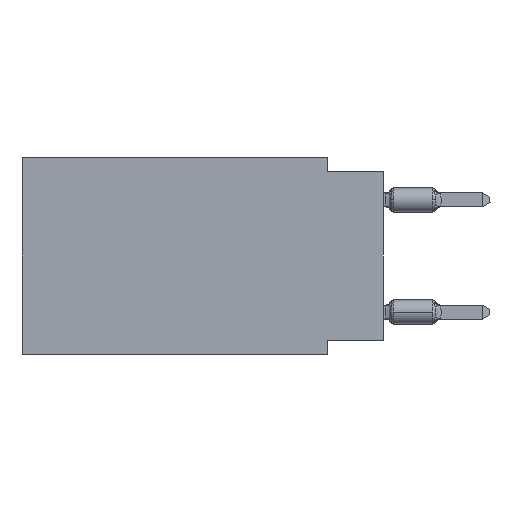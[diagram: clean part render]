
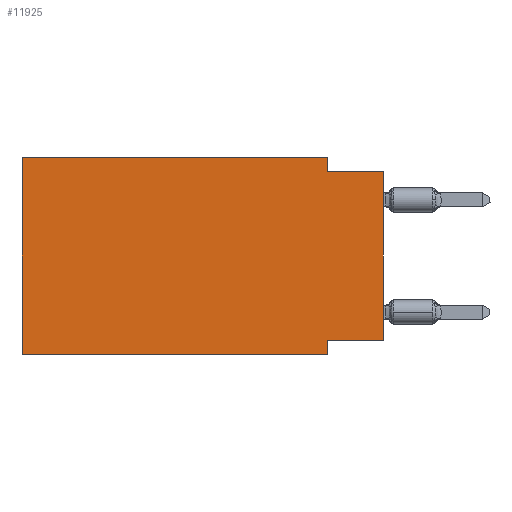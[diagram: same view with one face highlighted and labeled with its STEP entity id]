
A CAD part, left-side view. The second image highlights one B-rep face of the part: STEP entity #11925.
In plain terms, the highlighted planar face has unit normal (-1, 0, 0).
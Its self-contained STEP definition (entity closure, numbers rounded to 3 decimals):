
#400 = CARTESIAN_POINT ( 'NONE',  ( 0., 16.383, 0. ) ) ;
#640 = EDGE_CURVE ( 'NONE', #26022, #23472, #29797, .T. ) ;
#980 = LINE ( 'NONE', #10593, #17826 ) ;
#1530 = CARTESIAN_POINT ( 'NONE',  ( 0., 16.383, 0. ) ) ;
#1926 = VECTOR ( 'NONE', #42251, 1000. ) ;
#2801 = CARTESIAN_POINT ( 'NONE',  ( 0., 2.54, 0. ) ) ;
#2999 = LINE ( 'NONE', #15393, #17445 ) ;
#3629 = EDGE_CURVE ( 'NONE', #8284, #21871, #16406, .T. ) ;
#4201 = EDGE_CURVE ( 'NONE', #36101, #8284, #19991, .T. ) ;
#4965 = ORIENTED_EDGE ( 'NONE', *, *, #15383, .T. ) ;
#6029 = AXIS2_PLACEMENT_3D ( 'NONE', #1530, #40747, #24446 ) ;
#6204 = VECTOR ( 'NONE', #23736, 1000. ) ;
#6433 = DIRECTION ( 'NONE',  ( 0., -1., 0. ) ) ;
#6518 = EDGE_CURVE ( 'NONE', #20181, #9027, #11471, .T. ) ;
#6923 = ORIENTED_EDGE ( 'NONE', *, *, #40491, .T. ) ;
#6924 = DIRECTION ( 'NONE',  ( 0., 1., 0. ) ) ;
#7027 = CARTESIAN_POINT ( 'NONE',  ( 0., 2.54, -0.635 ) ) ;
#7256 = VECTOR ( 'NONE', #6924, 1000. ) ;
#7553 = CARTESIAN_POINT ( 'NONE',  ( 0., 0., -8.255 ) ) ;
#8284 = VERTEX_POINT ( 'NONE', #10845 ) ;
#8410 = ORIENTED_EDGE ( 'NONE', *, *, #640, .F. ) ;
#8468 = DIRECTION ( 'NONE',  ( 0., -1., 0. ) ) ;
#8995 = LINE ( 'NONE', #2801, #1926 ) ;
#9027 = VERTEX_POINT ( 'NONE', #10955 ) ;
#9257 = EDGE_CURVE ( 'NONE', #41284, #20181, #16869, .T. ) ;
#9645 = ORIENTED_EDGE ( 'NONE', *, *, #24397, .F. ) ;
#10593 = CARTESIAN_POINT ( 'NONE',  ( 0., 16.383, -8.89 ) ) ;
#10845 = CARTESIAN_POINT ( 'NONE',  ( 0., 2.54, -8.255 ) ) ;
#10955 = CARTESIAN_POINT ( 'NONE',  ( 0., 2.54, 0. ) ) ;
#11139 = FACE_OUTER_BOUND ( 'NONE', #33255, .T. ) ;
#11471 = LINE ( 'NONE', #37657, #21161 ) ;
#11925 = ADVANCED_FACE ( 'NONE', ( #11139 ), #28105, .F. ) ;
#15383 = EDGE_CURVE ( 'NONE', #36101, #23472, #2999, .T. ) ;
#15393 = CARTESIAN_POINT ( 'NONE',  ( 0., 0., 0. ) ) ;
#16406 = LINE ( 'NONE', #26275, #34734 ) ;
#16869 = LINE ( 'NONE', #400, #6204 ) ;
#17445 = VECTOR ( 'NONE', #38805, 1000. ) ;
#17826 = VECTOR ( 'NONE', #27553, 1000. ) ;
#18872 = CARTESIAN_POINT ( 'NONE',  ( 0., 2.54, -8.89 ) ) ;
#19991 = LINE ( 'NONE', #7553, #7256 ) ;
#20181 = VERTEX_POINT ( 'NONE', #23752 ) ;
#21161 = VECTOR ( 'NONE', #8468, 1000. ) ;
#21360 = CARTESIAN_POINT ( 'NONE',  ( 0., 0., -8.255 ) ) ;
#21871 = VERTEX_POINT ( 'NONE', #18872 ) ;
#22481 = ORIENTED_EDGE ( 'NONE', *, *, #6518, .F. ) ;
#23472 = VERTEX_POINT ( 'NONE', #40849 ) ;
#23736 = DIRECTION ( 'NONE',  ( 0., 0., 1. ) ) ;
#23752 = CARTESIAN_POINT ( 'NONE',  ( 0., 16.383, 0. ) ) ;
#24397 = EDGE_CURVE ( 'NONE', #9027, #26022, #8995, .T. ) ;
#24446 = DIRECTION ( 'NONE',  ( 0., 0., -1. ) ) ;
#26022 = VERTEX_POINT ( 'NONE', #7027 ) ;
#26170 = CARTESIAN_POINT ( 'NONE',  ( 0., 0., -0.635 ) ) ;
#26275 = CARTESIAN_POINT ( 'NONE',  ( 0., 2.54, -8.89 ) ) ;
#27336 = ORIENTED_EDGE ( 'NONE', *, *, #3629, .F. ) ;
#27553 = DIRECTION ( 'NONE',  ( 0., -1., 0. ) ) ;
#28105 = PLANE ( 'NONE',  #6029 ) ;
#29797 = LINE ( 'NONE', #26170, #38273 ) ;
#33255 = EDGE_LOOP ( 'NONE', ( #4965, #8410, #9645, #22481, #39936, #6923, #27336, #35819 ) ) ;
#34734 = VECTOR ( 'NONE', #39359, 1000. ) ;
#35819 = ORIENTED_EDGE ( 'NONE', *, *, #4201, .F. ) ;
#36101 = VERTEX_POINT ( 'NONE', #21360 ) ;
#36851 = CARTESIAN_POINT ( 'NONE',  ( 0., 16.383, -8.89 ) ) ;
#37657 = CARTESIAN_POINT ( 'NONE',  ( 0., 16.383, 0. ) ) ;
#38273 = VECTOR ( 'NONE', #6433, 1000. ) ;
#38805 = DIRECTION ( 'NONE',  ( 0., 0., 1. ) ) ;
#39359 = DIRECTION ( 'NONE',  ( 0., 0., -1. ) ) ;
#39936 = ORIENTED_EDGE ( 'NONE', *, *, #9257, .F. ) ;
#40491 = EDGE_CURVE ( 'NONE', #41284, #21871, #980, .T. ) ;
#40747 = DIRECTION ( 'NONE',  ( 1., 0., 0. ) ) ;
#40849 = CARTESIAN_POINT ( 'NONE',  ( 0., 0., -0.635 ) ) ;
#41284 = VERTEX_POINT ( 'NONE', #36851 ) ;
#42251 = DIRECTION ( 'NONE',  ( 0., 0., -1. ) ) ;
